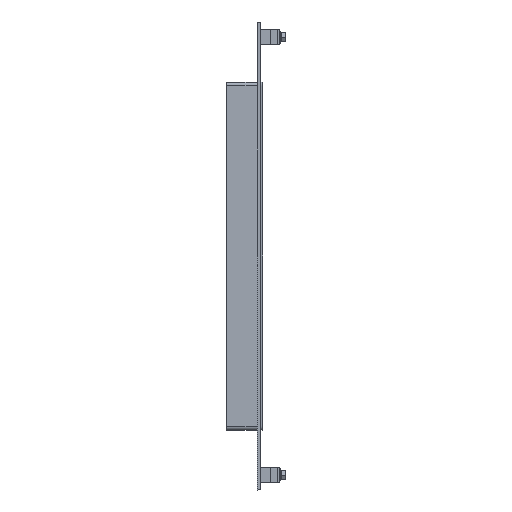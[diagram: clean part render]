
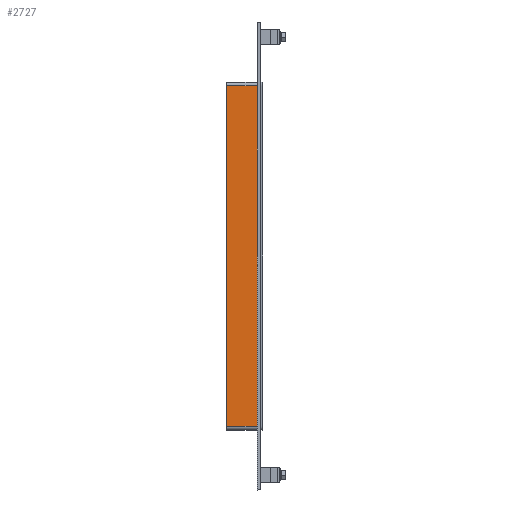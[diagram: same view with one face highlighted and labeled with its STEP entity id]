
A CAD part, left-side view. The second image highlights one B-rep face of the part: STEP entity #2727.
In plain terms, the highlighted planar face has unit normal (-1, 0, 0).
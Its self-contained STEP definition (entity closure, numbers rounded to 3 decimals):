
#1568=CARTESIAN_POINT('',(-327.25,57.0,-284.));
#1569=VERTEX_POINT('',#1568);
#1579=CARTESIAN_POINT('',(-327.25,57.0,284.0));
#1580=VERTEX_POINT('',#1579);
#1581=CARTESIAN_POINT('',(-327.25,57.0,-284.));
#1582=DIRECTION('',(0.0,0.0,1.0));
#1583=VECTOR('',#1582,568.0);
#1584=LINE('',#1581,#1583);
#1585=EDGE_CURVE('',#1569,#1580,#1584,.T.);
#2227=CARTESIAN_POINT('',(-327.25,6.,284.0));
#2228=VERTEX_POINT('',#2227);
#2238=CARTESIAN_POINT('',(-327.25,6.,-284.));
#2239=VERTEX_POINT('',#2238);
#2240=CARTESIAN_POINT('',(-327.25,6.,-284.));
#2241=DIRECTION('',(0.0,0.0,1.0));
#2242=VECTOR('',#2241,568.0);
#2243=LINE('',#2240,#2242);
#2244=EDGE_CURVE('',#2239,#2228,#2243,.T.);
#2666=CARTESIAN_POINT('',(-327.25,6.,-284.));
#2667=DIRECTION('',(0.0,1.0,0.0));
#2668=VECTOR('',#2667,51.0);
#2669=LINE('',#2666,#2668);
#2670=EDGE_CURVE('',#2239,#1569,#2669,.T.);
#2711=CARTESIAN_POINT('',(-327.25,0.0,-290.));
#2712=DIRECTION('',(-1.0,0.0,0.0));
#2713=DIRECTION('',(0.0,0.0,1.0));
#2714=AXIS2_PLACEMENT_3D('',#2711,#2712,#2713);
#2715=PLANE('',#2714);
#2716=ORIENTED_EDGE('',*,*,#2244,.T.);
#2717=CARTESIAN_POINT('',(-327.25,57.0,284.0));
#2718=DIRECTION('',(0.0,-1.0,0.0));
#2719=VECTOR('',#2718,51.0);
#2720=LINE('',#2717,#2719);
#2721=EDGE_CURVE('',#1580,#2228,#2720,.T.);
#2722=ORIENTED_EDGE('',*,*,#2721,.F.);
#2723=ORIENTED_EDGE('',*,*,#1585,.F.);
#2724=ORIENTED_EDGE('',*,*,#2670,.F.);
#2725=EDGE_LOOP('',(#2716,#2722,#2723,#2724));
#2726=FACE_OUTER_BOUND('',#2725,.T.);
#2727=ADVANCED_FACE('',(#2726),#2715,.T.);
